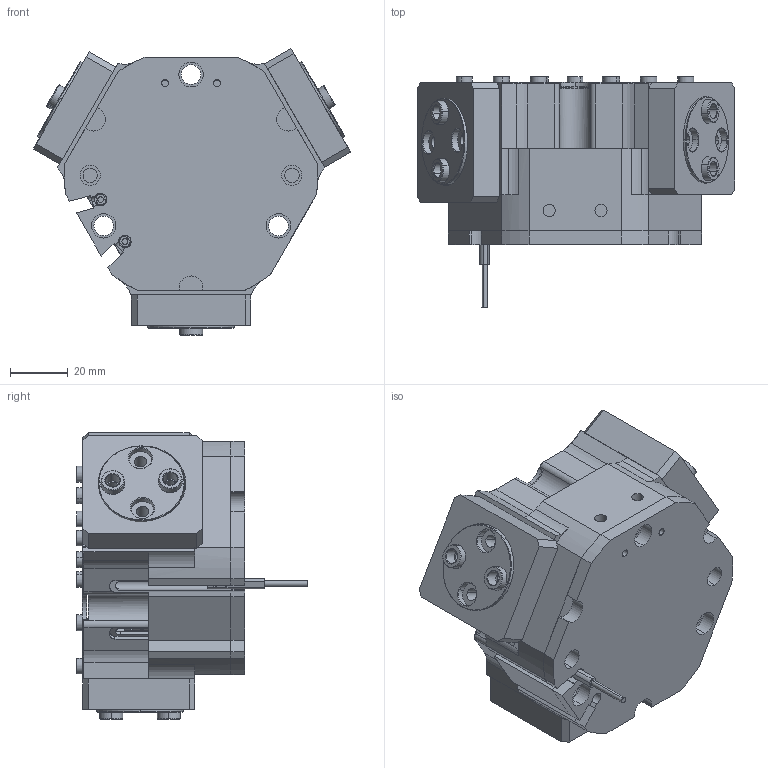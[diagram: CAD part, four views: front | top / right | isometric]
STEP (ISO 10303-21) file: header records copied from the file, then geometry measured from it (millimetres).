
FILE_DESCRIPTION (( 'STEP AP203' ), '1' );
FILE_NAME ('TZF55.STEP', '2025-08-26T06:09:02', ( 'USER-' ), ( 'Microsoft' ), 'SwSTEP 2.0', 'SolidWorks 2018', '' );
FILE_SCHEMA (( 'CONFIG_CONTROL_DESIGN' ));
Length unit declared in the file: millimetre
Products named in the file (24): 内六角圆柱头螺钉[GBT70_1-2008][M3×8]_M3×8; 25x12-R3; 棠羲換覜ん; TZF55-M-05 耜猾极; ﾏ擎ﾗ8｡ﾁ5; TZT55-M-05 菁裔啣; TZF55 褲极; TZT55-M-07 奻揤啣; TZF55; TZF55-M-06 忒硌薊极
Assembly tree (33 placements, depth 2):
  TZF55
    TZF55 褲极
    TZF55-M-05 耜猾极  x3
    TZF55-M-06 忒硌薊极  x3
    TZT55-M-07 奻揤啣
    TZT55-M-05 菁裔啣
    25x12-R3
    棠羲換覜ん  x2
    内六角圆柱头螺钉[GBT70_1-2008][M3×8]_M3×8
    内六角圆柱头螺钉[GBT70_1-2008][M3×8]_M3×8
    内六角圆柱头螺钉[GBT70_1-2008][M3×8]_M3×8
    内六角圆柱头螺钉[GBT70_1-2008][M3×8]_M3×8
    内六角圆柱头螺钉[GBT70_1-2008][M3×8]_M3×8
    内六角圆柱头螺钉[GBT70_1-2008][M3×8]_M3×8
    内六角圆柱头螺钉[GBT70_1-2008][M3×8]_M3×8
    内六角圆柱头螺钉[GBT70_1-2008][M3×8]_M3×8
    内六角圆柱头螺钉[GBT70_1-2008][M3×8]_M3×8
    内六角圆柱头螺钉[GBT70_1-2008][M3×8]_M3×8
    内六角圆柱头螺钉[GBT70_1-2008][M3×8]_M3×8
    内六角圆柱头螺钉[GBT70_1-2008][M3×8]_M3×8
    内六角圆柱头螺钉[GBT70_1-2008][M3×8]_M3×8
    内六角圆柱头螺钉[GBT70_1-2008][M3×8]_M3×8
    内六角圆柱头螺钉[GBT70_1-2008][M3×8]_M3×8
    ﾏ擎ﾗ8｡ﾁ5  x6
Bounding box: 110.17 x 80.06 x 99.47 mm (x, y, z)
Volume: 289940.3 mm3; surface area: 92404.9 mm2
Topology: 33 solids, 35 shells, 1577 faces, 3986 edges, 2557 vertices
Faces by surface type: plane 767, cylinder 455, cone 170, bspline 155, torus 30
Entity records: 48453 total; most frequent: CARTESIAN_POINT 13432, ORIENTED_EDGE 6814, DIRECTION 6373, EDGE_CURVE 3407, VERTEX_POINT 2215, VECTOR 2213, LINE 2213, AXIS2_PLACEMENT_3D 2080
